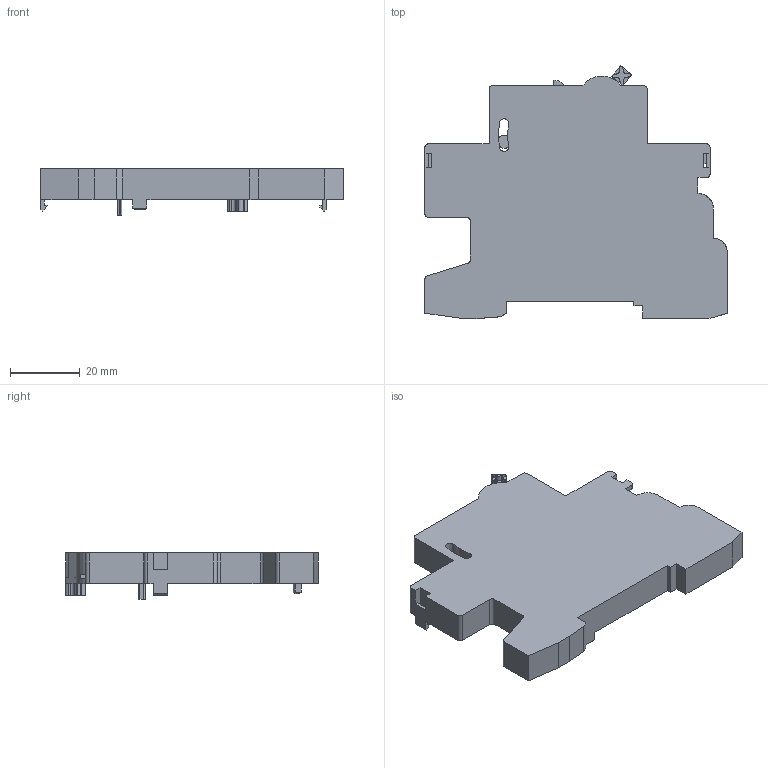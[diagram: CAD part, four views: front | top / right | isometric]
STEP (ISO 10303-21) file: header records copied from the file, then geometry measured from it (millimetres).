
FILE_DESCRIPTION(/* description */ ('Unknown'),/* implementation_level */ '2;1');
FILE_NAME(/* name */ '832.900',/* time_stamp */ '2025-05-21T10:08:24-03:00',/* author */ ('Unknown'),/* organization */ ('Unknown'),/* preprocessor_version */ 'ST-DEVELOPER v16.7',/* originating_system */ 'Solid Edge',/* authorisation */ 'Unknown');
FILE_SCHEMA (('AUTOMOTIVE_DESIGN {1 0 10303 214 3 1 1}'));
Length unit declared in the file: millimetre
Products named in the file (1): 832.900
Bounding box: 86.6 x 72.47 x 13.3 mm (x, y, z)
Volume: 37697.7 mm3; surface area: 14506.4 mm2
Topology: 5 solids, 5 shells, 265 faces, 725 edges, 470 vertices
Faces by surface type: plane 172, cylinder 81, torus 12
Full cylindrical faces by diameter (mm): 4.5 x3, 5 x5
Entity records: 8370 total; most frequent: CARTESIAN_POINT 1526, DIRECTION 1423, ORIENTED_EDGE 1416, EDGE_CURVE 708, AXIS2_PLACEMENT_3D 476, LINE 471, VECTOR 471, VERTEX_POINT 462
